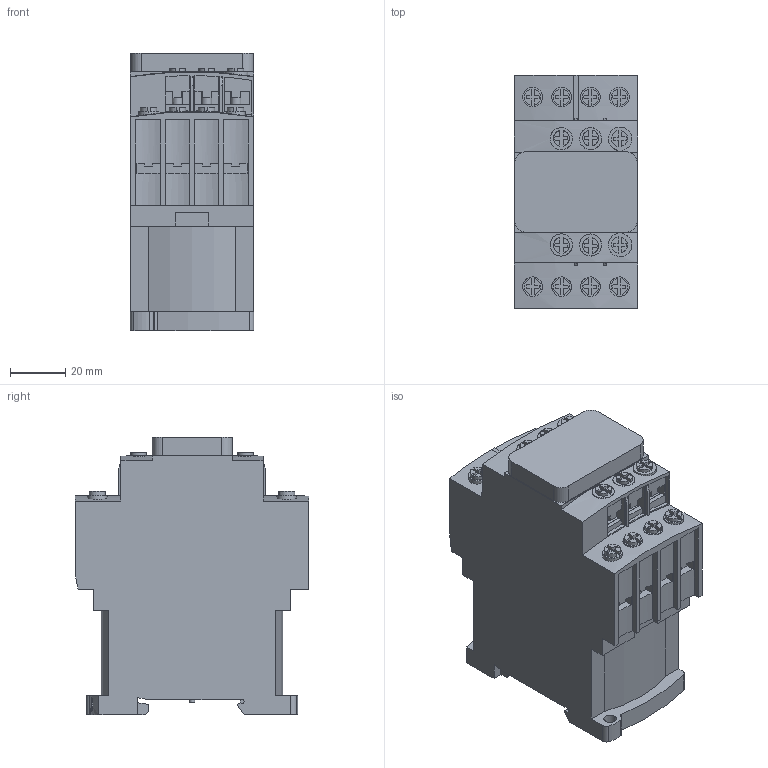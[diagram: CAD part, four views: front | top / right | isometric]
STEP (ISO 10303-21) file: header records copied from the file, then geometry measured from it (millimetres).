
FILE_DESCRIPTION((''),'2;1');
FILE_NAME('LC1D0986-1286XX-DC-3D_ASM','2022-09-09T13:25:12',('SESA507772'),('Schneider-Electric'),'CREO PARAMETRIC BY PTC INC, 2021284','CREO PARAMETRIC BY PTC INC, 2021284','');
FILE_SCHEMA(('AP242_MANAGED_MODEL_BASED_3D_ENGINEERING_MIM_LF { 1 0 10303 442 1 1 4 }'));
Length unit declared in the file: millimetre
Products named in the file (2): LC1D0986-1286XX-DC; LC1D0986-1286XX-DC-3D_ASM
Assembly tree (1 placements, depth 2):
  LC1D0986-1286XX-DC-3D_ASM
    LC1D0986-1286XX-DC
Bounding box: 44.8 x 84.8 x 100.85 mm (x, y, z)
Volume: 278402.5 mm3; surface area: 47392.3 mm2
Topology: 2 solids, 2 shells, 815 faces, 2238 edges, 1486 vertices
Faces by surface type: plane 579, cylinder 206, extrusion 30
Entity records: 37756 total; most frequent: CARTESIAN_POINT 5893, ORIENTED_EDGE 4460, DIRECTION 4274, PRESENTATION_STYLE_ASSIGNMENT 2585, STYLED_ITEM 2260, CURVE_STYLE 2258, EDGE_CURVE 2230, VECTOR 1668
